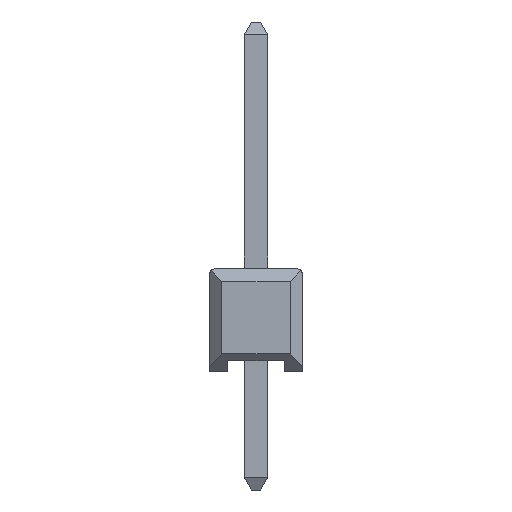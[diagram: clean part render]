
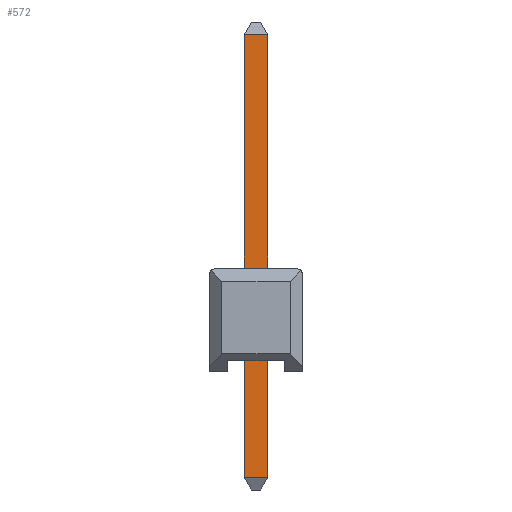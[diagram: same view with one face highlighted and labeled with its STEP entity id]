
A CAD part, left-side view. The second image highlights one B-rep face of the part: STEP entity #572.
In plain terms, the highlighted planar face has unit normal (-1, 0, 0).
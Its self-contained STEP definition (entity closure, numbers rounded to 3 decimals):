
#572=ADVANCED_FACE('',(#862),#9945,.T.);
#862=FACE_OUTER_BOUND('',#1168,.T.);
#1168=EDGE_LOOP('',(#2583,#2584,#2585,#2586));
#2583=ORIENTED_EDGE('',*,*,#7009,.T.);
#2584=ORIENTED_EDGE('',*,*,#7008,.F.);
#2585=ORIENTED_EDGE('',*,*,#7010,.T.);
#2586=ORIENTED_EDGE('',*,*,#6999,.F.);
#4019=PCURVE('',#9696,#5467);
#4030=PCURVE('',#9697,#5478);
#4031=PCURVE('',#9945,#5479);
#4032=PCURVE('',#9945,#5480);
#4033=PCURVE('',#9945,#5481);
#4034=PCURVE('',#9945,#5482);
#4052=PCURVE('',#9950,#5500);
#4065=PCURVE('',#9953,#5513);
#5467=DEFINITIONAL_REPRESENTATION('',(#9114),#17412);
#5478=DEFINITIONAL_REPRESENTATION('',(#9134),#17412);
#5479=DEFINITIONAL_REPRESENTATION('',(#9136),#17412);
#5480=DEFINITIONAL_REPRESENTATION('',(#9137),#17412);
#5481=DEFINITIONAL_REPRESENTATION('',(#9139),#17412);
#5482=DEFINITIONAL_REPRESENTATION('',(#9140),#17412);
#5500=DEFINITIONAL_REPRESENTATION('',(#9166),#17412);
#5513=DEFINITIONAL_REPRESENTATION('',(#9186),#17412);
#6247=SURFACE_CURVE('',#9113,(#4019,#4034),.PCURVE_S1.);
#6256=SURFACE_CURVE('',#9133,(#4030,#4032),.PCURVE_S1.);
#6257=SURFACE_CURVE('',#9135,(#4031,#4052),.PCURVE_S1.);
#6258=SURFACE_CURVE('',#9138,(#4033,#4065),.PCURVE_S1.);
#6999=EDGE_CURVE('',#9668,#9666,#6247,.T.);
#7008=EDGE_CURVE('',#9672,#9673,#6256,.T.);
#7009=EDGE_CURVE('',#9668,#9673,#6257,.T.);
#7010=EDGE_CURVE('',#9672,#9666,#6258,.T.);
#9113=B_SPLINE_CURVE_WITH_KNOTS('',1,(#16884,#16885),.UNSPECIFIED.,.F.,.F.,
(2,2),(-20.383,-11.156),.UNSPECIFIED.);
#9114=B_SPLINE_CURVE_WITH_KNOTS('',1,(#16886,#16887),.UNSPECIFIED.,.F.,.F.,
(2,2),(-20.383,-11.156),.UNSPECIFIED.);
#9133=B_SPLINE_CURVE_WITH_KNOTS('',1,(#16930,#16931),.UNSPECIFIED.,.F.,.F.,
(2,2),(-10.526,-1.298),.UNSPECIFIED.);
#9134=B_SPLINE_CURVE_WITH_KNOTS('',1,(#16932,#16933),.UNSPECIFIED.,.F.,.F.,
(2,2),(-10.526,-1.298),.UNSPECIFIED.);
#9135=B_SPLINE_CURVE_WITH_KNOTS('',1,(#16934,#16935),.UNSPECIFIED.,.F.,.F.,
(2,2),(0.,0.63),.UNSPECIFIED.);
#9136=B_SPLINE_CURVE_WITH_KNOTS('',1,(#16936,#16937),.UNSPECIFIED.,.F.,.F.,
(2,2),(0.,0.63),.UNSPECIFIED.);
#9137=B_SPLINE_CURVE_WITH_KNOTS('',1,(#16938,#16939),.UNSPECIFIED.,.F.,.F.,
(2,2),(-10.526,-1.298),.UNSPECIFIED.);
#9138=B_SPLINE_CURVE_WITH_KNOTS('',1,(#16940,#16941),.UNSPECIFIED.,.F.,.F.,
(2,2),(10.526,11.156),.UNSPECIFIED.);
#9139=B_SPLINE_CURVE_WITH_KNOTS('',1,(#16942,#16943),.UNSPECIFIED.,.F.,.F.,
(2,2),(10.526,11.156),.UNSPECIFIED.);
#9140=B_SPLINE_CURVE_WITH_KNOTS('',1,(#16944,#16945),.UNSPECIFIED.,.F.,.F.,
(2,2),(-20.383,-11.156),.UNSPECIFIED.);
#9166=B_SPLINE_CURVE_WITH_KNOTS('',1,(#16996,#16997),.UNSPECIFIED.,.F.,.F.,
(2,2),(0.,0.63),.UNSPECIFIED.);
#9186=B_SPLINE_CURVE_WITH_KNOTS('',1,(#17036,#17037),.UNSPECIFIED.,.F.,.F.,
(2,2),(10.526,11.156),.UNSPECIFIED.);
#9666=VERTEX_POINT('',#16868);
#9668=VERTEX_POINT('',#16870);
#9672=VERTEX_POINT('',#16874);
#9673=VERTEX_POINT('',#16875);
#9696=B_SPLINE_SURFACE_WITH_KNOTS('',1,1,((#16848,#16849),(#16850,#16851)),
 .UNSPECIFIED.,.F.,.F.,.F.,(2,2),(2,2),(-9.358,0.093),
(-0.64,0.01),.UNSPECIFIED.);
#9697=B_SPLINE_SURFACE_WITH_KNOTS('',1,1,((#16853,#16854),(#16855,#16856)),
 .UNSPECIFIED.,.F.,.F.,.F.,(2,2),(2,2),(-0.64,0.01),(-9.358,
0.093),.UNSPECIFIED.);
#9945=PLANE('',#10223);
#9950=PLANE('',#10228);
#9953=PLANE('',#10231);
#10223=AXIS2_PLACEMENT_3D('',#16857,#10486,$);
#10228=AXIS2_PLACEMENT_3D('',#16862,#10491,$);
#10231=AXIS2_PLACEMENT_3D('',#16865,#10494,$);
#10486=DIRECTION('',(-1.,0.,0.));
#10491=DIRECTION('',(-0.873,0.,0.488));
#10494=DIRECTION('',(-0.873,0.,-0.487));
#16848=CARTESIAN_POINT('',(-0.325,-0.315,9.326));
#16849=CARTESIAN_POINT('',(0.325,-0.315,9.326));
#16850=CARTESIAN_POINT('',(-0.325,-0.315,-2.981));
#16851=CARTESIAN_POINT('',(0.325,-0.315,-2.981));
#16853=CARTESIAN_POINT('',(-0.325,0.315,9.326));
#16854=CARTESIAN_POINT('',(-0.325,0.315,-2.981));
#16855=CARTESIAN_POINT('',(0.325,0.315,9.326));
#16856=CARTESIAN_POINT('',(0.325,0.315,-2.981));
#16857=CARTESIAN_POINT('',(-0.315,-0.325,9.326));
#16862=CARTESIAN_POINT('',(-0.12,-0.325,9.504));
#16865=CARTESIAN_POINT('',(-0.12,-0.325,-3.209));
#16868=CARTESIAN_POINT('',(-0.315,-0.315,-2.86));
#16870=CARTESIAN_POINT('',(-0.315,-0.315,9.156));
#16874=CARTESIAN_POINT('',(-0.315,0.315,-2.86));
#16875=CARTESIAN_POINT('',(-0.315,0.315,9.156));
#16884=CARTESIAN_POINT('',(-0.315,-0.315,9.156));
#16885=CARTESIAN_POINT('',(-0.315,-0.315,-2.86));
#16886=CARTESIAN_POINT('',(-9.227,-0.63));
#16887=CARTESIAN_POINT('',(0.,-0.63));
#16930=CARTESIAN_POINT('',(-0.315,0.315,-2.86));
#16931=CARTESIAN_POINT('',(-0.315,0.315,9.156));
#16932=CARTESIAN_POINT('',(-0.63,0.));
#16933=CARTESIAN_POINT('',(-0.63,-9.227));
#16934=CARTESIAN_POINT('',(-0.315,-0.315,9.156));
#16935=CARTESIAN_POINT('',(-0.315,0.315,9.156));
#16936=CARTESIAN_POINT('',(0.,0.038));
#16937=CARTESIAN_POINT('',(0.63,0.038));
#16938=CARTESIAN_POINT('',(0.63,9.266));
#16939=CARTESIAN_POINT('',(0.63,0.038));
#16940=CARTESIAN_POINT('',(-0.315,0.315,-2.86));
#16941=CARTESIAN_POINT('',(-0.315,-0.315,-2.86));
#16942=CARTESIAN_POINT('',(0.63,9.266));
#16943=CARTESIAN_POINT('',(0.,9.266));
#16944=CARTESIAN_POINT('',(0.,0.038));
#16945=CARTESIAN_POINT('',(0.,9.266));
#16996=CARTESIAN_POINT('',(-0.44,0.39));
#16997=CARTESIAN_POINT('',(0.19,0.39));
#17036=CARTESIAN_POINT('',(0.389,0.19));
#17037=CARTESIAN_POINT('',(0.389,-0.44));
#17412=(
GEOMETRIC_REPRESENTATION_CONTEXT(2)
PARAMETRIC_REPRESENTATION_CONTEXT()
REPRESENTATION_CONTEXT('pspace','')
);
